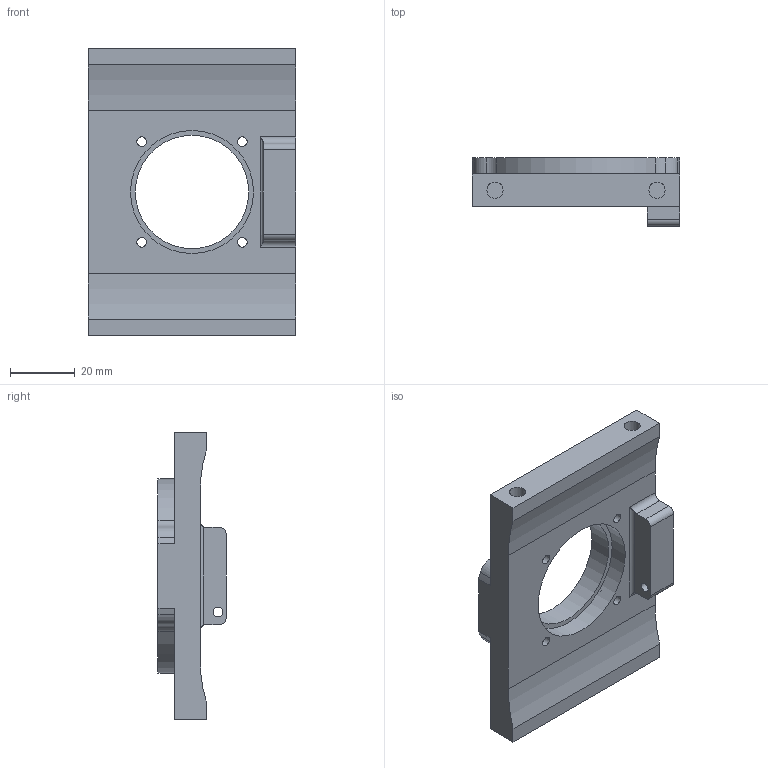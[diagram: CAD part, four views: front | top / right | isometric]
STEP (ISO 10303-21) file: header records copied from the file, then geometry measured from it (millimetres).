
FILE_DESCRIPTION(/* description */ (''),/* implementation_level */ '2;1');
FILE_NAME(/* name */ 'Stepper_holder_2_lite.stp',/* time_stamp */ '2021-11-20T17:46:48+01:00',/* author */ ('Teo'),/* organization */ (''),/* preprocessor_version */ 'ST-DEVELOPER v18.1',/* originating_system */ 'Autodesk Inventor 2022',/* authorisation */ '');
FILE_SCHEMA (('AUTOMOTIVE_DESIGN { 1 0 10303 214 3 1 1 }'));
Length unit declared in the file: millimetre
Products named in the file (1): Nosilec_mot_lite
Bounding box: 64 x 21 x 88.5 mm (x, y, z)
Volume: 49036.7 mm3; surface area: 17750.2 mm2
Topology: 1 solids, 1 shells, 1013 faces, 2733 edges, 1822 vertices
Faces by surface type: plane 496, bspline 480, cylinder 37
Full cylindrical faces by diameter (mm): 3 x6, 5 x4, 5.5 x4, 35 x1, 38 x1
Entity records: 34118 total; most frequent: CARTESIAN_POINT 11827, ORIENTED_EDGE 5466, DIRECTION 2911, EDGE_CURVE 2733, VERTEX_POINT 1822, LINE 1699, VECTOR 1699, EDGE_LOOP 1125
